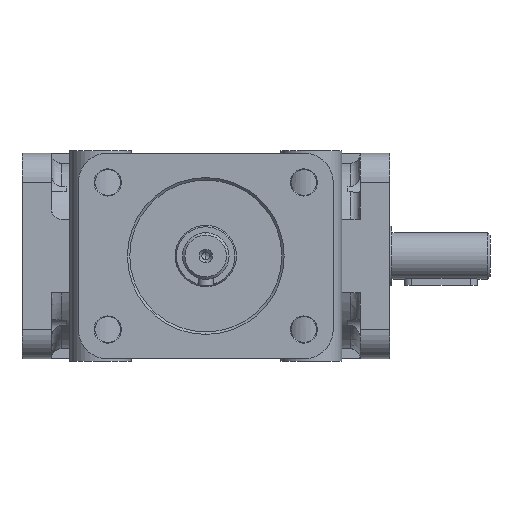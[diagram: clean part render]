
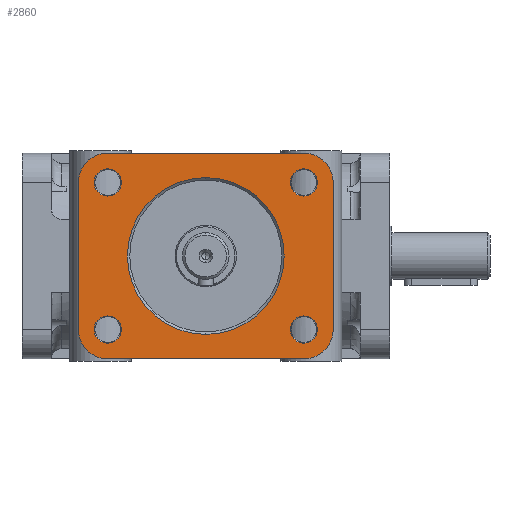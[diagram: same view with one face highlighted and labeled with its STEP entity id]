
A CAD part, front view. The second image highlights one B-rep face of the part: STEP entity #2860.
In plain terms, the highlighted planar face has unit normal (0, -1, 0).
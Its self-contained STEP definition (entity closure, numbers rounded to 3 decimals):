
#2860=ADVANCED_FACE('',(#6030,#6031,#6032,#6033,#6034,#6035),#6036,.T.);
#6030=FACE_OUTER_BOUND('',#9639,.T.);
#6031=FACE_BOUND('',#9640,.T.);
#6032=FACE_BOUND('',#9641,.T.);
#6033=FACE_BOUND('',#9642,.T.);
#6034=FACE_BOUND('',#9643,.T.);
#6035=FACE_BOUND('',#9644,.T.);
#6036=PLANE('',#9645);
#9639=EDGE_LOOP('',(#21218,#21219,#21220,#21221,#21222,#21223,#21224,#21225));
#9640=EDGE_LOOP('',(#21226,#21227));
#9641=EDGE_LOOP('',(#21228,#21229));
#9642=EDGE_LOOP('',(#21230,#21231));
#9643=EDGE_LOOP('',(#21232,#21233));
#9644=EDGE_LOOP('',(#21234,#21235));
#9645=AXIS2_PLACEMENT_3D('',#21236,#21237,#21238);
#21218=ORIENTED_EDGE('',*,*,#27048,.T.);
#21219=ORIENTED_EDGE('',*,*,#24964,.T.);
#21220=ORIENTED_EDGE('',*,*,#26342,.T.);
#21221=ORIENTED_EDGE('',*,*,#25954,.T.);
#21222=ORIENTED_EDGE('',*,*,#24674,.T.);
#21223=ORIENTED_EDGE('',*,*,#27432,.T.);
#21224=ORIENTED_EDGE('',*,*,#24255,.T.);
#21225=ORIENTED_EDGE('',*,*,#26186,.T.);
#21226=ORIENTED_EDGE('',*,*,#25690,.T.);
#21227=ORIENTED_EDGE('',*,*,#26874,.T.);
#21228=ORIENTED_EDGE('',*,*,#27162,.T.);
#21229=ORIENTED_EDGE('',*,*,#26025,.T.);
#21230=ORIENTED_EDGE('',*,*,#26812,.T.);
#21231=ORIENTED_EDGE('',*,*,#27433,.T.);
#21232=ORIENTED_EDGE('',*,*,#24736,.T.);
#21233=ORIENTED_EDGE('',*,*,#24490,.T.);
#21234=ORIENTED_EDGE('',*,*,#24586,.T.);
#21235=ORIENTED_EDGE('',*,*,#26133,.T.);
#21236=CARTESIAN_POINT('',(-40.0,-140.0,-30.0));
#21237=DIRECTION('',(0.0,-1.0,0.0));
#21238=DIRECTION('',(0.0,0.0,-1.0));
#24255=EDGE_CURVE('',#28852,#28849,#28853,.T.);
#24490=EDGE_CURVE('',#29260,#29257,#29261,.F.);
#24586=EDGE_CURVE('',#29428,#29433,#29435,.F.);
#24674=EDGE_CURVE('',#29581,#29578,#29582,.T.);
#24736=EDGE_CURVE('',#29257,#29260,#29683,.F.);
#24964=EDGE_CURVE('',#30055,#30053,#30056,.T.);
#25690=EDGE_CURVE('',#31208,#31210,#31212,.F.);
#25954=EDGE_CURVE('',#31615,#29581,#31616,.T.);
#26025=EDGE_CURVE('',#31716,#31714,#31717,.F.);
#26133=EDGE_CURVE('',#29433,#29428,#31865,.F.);
#26186=EDGE_CURVE('',#28849,#31942,#31944,.T.);
#26342=EDGE_CURVE('',#30053,#31615,#32153,.T.);
#26812=EDGE_CURVE('',#32785,#32790,#32792,.F.);
#26874=EDGE_CURVE('',#31210,#31208,#32874,.F.);
#27048=EDGE_CURVE('',#31942,#30055,#33080,.T.);
#27162=EDGE_CURVE('',#31714,#31716,#33213,.F.);
#27432=EDGE_CURVE('',#29578,#28852,#33525,.T.);
#27433=EDGE_CURVE('',#32790,#32785,#33526,.F.);
#28849=VERTEX_POINT('',#36453);
#28852=VERTEX_POINT('',#36457);
#28853=LINE('',#36458,#36459);
#29257=VERTEX_POINT('',#37772);
#29260=VERTEX_POINT('',#37776);
#29261=CIRCLE('',#37777,5.55);
#29428=VERTEX_POINT('',#38060);
#29433=VERTEX_POINT('',#38066);
#29435=CIRCLE('',#38069,5.55);
#29578=VERTEX_POINT('',#38825);
#29581=VERTEX_POINT('',#38829);
#29582=LINE('',#38830,#38831);
#29683=CIRCLE('',#39005,5.55);
#30053=VERTEX_POINT('',#39935);
#30055=VERTEX_POINT('',#39938);
#30056=CIRCLE('',#39939,12.0);
#31208=VERTEX_POINT('',#43163);
#31210=VERTEX_POINT('',#43166);
#31212=CIRCLE('',#43169,32.0);
#31615=VERTEX_POINT('',#45240);
#31616=CIRCLE('',#45241,12.0);
#31714=VERTEX_POINT('',#45414);
#31716=VERTEX_POINT('',#45417);
#31717=CIRCLE('',#45418,5.55);
#31865=CIRCLE('',#45751,5.55);
#31942=VERTEX_POINT('',#45932);
#31944=CIRCLE('',#45935,12.0);
#32153=LINE('',#46443,#46444);
#32785=VERTEX_POINT('',#48017);
#32790=VERTEX_POINT('',#48023);
#32792=CIRCLE('',#48026,5.55);
#32874=CIRCLE('',#48341,32.0);
#33080=LINE('',#48914,#48915);
#33213=CIRCLE('',#49194,5.55);
#33525=CIRCLE('',#50033,12.0);
#33526=CIRCLE('',#50034,5.55);
#36453=CARTESIAN_POINT('',(40.0,-140.0,-42.0));
#36457=CARTESIAN_POINT('',(-40.0,-140.0,-42.0));
#36458=CARTESIAN_POINT('',(-40.0,-140.0,-42.0));
#36459=VECTOR('',#51148,1000.0);
#37772=CARTESIAN_POINT('',(40.0,-140.0,24.45));
#37776=CARTESIAN_POINT('',(40.0,-140.0,35.55));
#37777=AXIS2_PLACEMENT_3D('',#51355,#51356,#51357);
#38060=CARTESIAN_POINT('',(-40.0,-140.0,24.45));
#38066=CARTESIAN_POINT('',(-40.0,-140.0,35.55));
#38069=AXIS2_PLACEMENT_3D('',#51507,#51508,#51509);
#38825=CARTESIAN_POINT('',(-52.0,-140.0,-30.0));
#38829=CARTESIAN_POINT('',(-52.0,-140.0,30.0));
#38830=CARTESIAN_POINT('',(-52.0,-140.0,30.0));
#38831=VECTOR('',#51576,1000.0);
#39005=AXIS2_PLACEMENT_3D('',#51629,#51630,#51631);
#39935=CARTESIAN_POINT('',(40.0,-140.0,42.0));
#39938=CARTESIAN_POINT('',(52.0,-140.0,30.0));
#39939=AXIS2_PLACEMENT_3D('',#51845,#51846,#51847);
#43163=CARTESIAN_POINT('',(0.0,-140.0,-32.0));
#43166=CARTESIAN_POINT('',(0.,-140.0,32.0));
#43169=AXIS2_PLACEMENT_3D('',#52559,#52560,#52561);
#45240=CARTESIAN_POINT('',(-40.0,-140.0,42.0));
#45241=AXIS2_PLACEMENT_3D('',#52761,#52762,#52763);
#45414=CARTESIAN_POINT('',(40.0,-140.0,-35.55));
#45417=CARTESIAN_POINT('',(40.0,-140.0,-24.45));
#45418=AXIS2_PLACEMENT_3D('',#52826,#52827,#52828);
#45751=AXIS2_PLACEMENT_3D('',#52928,#52929,#52930);
#45932=CARTESIAN_POINT('',(52.0,-140.0,-30.0));
#45935=AXIS2_PLACEMENT_3D('',#52995,#52996,#52997);
#46443=CARTESIAN_POINT('',(40.0,-140.0,42.0));
#46444=VECTOR('',#53137,1000.0);
#48017=CARTESIAN_POINT('',(-40.0,-140.0,-35.55));
#48023=CARTESIAN_POINT('',(-40.0,-140.0,-24.45));
#48026=AXIS2_PLACEMENT_3D('',#53577,#53578,#53579);
#48341=AXIS2_PLACEMENT_3D('',#53623,#53624,#53625);
#48914=CARTESIAN_POINT('',(52.0,-140.0,-30.0));
#48915=VECTOR('',#53783,1000.0);
#49194=AXIS2_PLACEMENT_3D('',#53867,#53868,#53869);
#50033=AXIS2_PLACEMENT_3D('',#54026,#54027,#54028);
#50034=AXIS2_PLACEMENT_3D('',#54029,#54030,#54031);
#51148=DIRECTION('',(1.0,0.0,0.0));
#51355=CARTESIAN_POINT('',(40.0,-140.0,30.0));
#51356=DIRECTION('',(0.0,-1.0,0.0));
#51357=DIRECTION('',(0.0,0.0,-1.0));
#51507=CARTESIAN_POINT('',(-40.0,-140.0,30.0));
#51508=DIRECTION('',(0.0,-1.0,0.0));
#51509=DIRECTION('',(0.0,0.0,-1.0));
#51576=DIRECTION('',(0.0,0.0,-1.0));
#51629=CARTESIAN_POINT('',(40.0,-140.0,30.0));
#51630=DIRECTION('',(0.0,-1.0,0.0));
#51631=DIRECTION('',(0.0,0.0,-1.0));
#51845=CARTESIAN_POINT('',(40.0,-140.0,30.0));
#51846=DIRECTION('',(0.0,-1.0,0.0));
#51847=DIRECTION('',(1.0,0.0,0.0));
#52559=CARTESIAN_POINT('',(0.0,-140.0,0.0));
#52560=DIRECTION('',(0.0,-1.0,0.0));
#52561=DIRECTION('',(0.0,0.0,-1.0));
#52761=CARTESIAN_POINT('',(-40.0,-140.0,30.0));
#52762=DIRECTION('',(0.0,-1.0,0.0));
#52763=DIRECTION('',(1.0,0.0,0.0));
#52826=CARTESIAN_POINT('',(40.0,-140.0,-30.0));
#52827=DIRECTION('',(0.0,-1.0,0.0));
#52828=DIRECTION('',(0.0,0.0,-1.0));
#52928=CARTESIAN_POINT('',(-40.0,-140.0,30.0));
#52929=DIRECTION('',(0.0,-1.0,0.0));
#52930=DIRECTION('',(0.0,0.0,-1.0));
#52995=CARTESIAN_POINT('',(40.0,-140.0,-30.0));
#52996=DIRECTION('',(0.0,-1.0,0.0));
#52997=DIRECTION('',(-1.0,0.0,0.0));
#53137=DIRECTION('',(-1.0,0.0,0.0));
#53577=CARTESIAN_POINT('',(-40.0,-140.0,-30.0));
#53578=DIRECTION('',(0.0,-1.0,0.0));
#53579=DIRECTION('',(0.0,0.0,-1.0));
#53623=CARTESIAN_POINT('',(0.0,-140.0,0.0));
#53624=DIRECTION('',(0.0,-1.0,0.0));
#53625=DIRECTION('',(0.0,0.0,-1.0));
#53783=DIRECTION('',(0.0,0.0,1.0));
#53867=CARTESIAN_POINT('',(40.0,-140.0,-30.0));
#53868=DIRECTION('',(0.0,-1.0,0.0));
#53869=DIRECTION('',(0.0,0.0,-1.0));
#54026=CARTESIAN_POINT('',(-40.0,-140.0,-30.0));
#54027=DIRECTION('',(0.0,-1.0,0.0));
#54028=DIRECTION('',(1.0,0.0,0.0));
#54029=CARTESIAN_POINT('',(-40.0,-140.0,-30.0));
#54030=DIRECTION('',(0.0,-1.0,0.0));
#54031=DIRECTION('',(0.0,0.0,-1.0));
